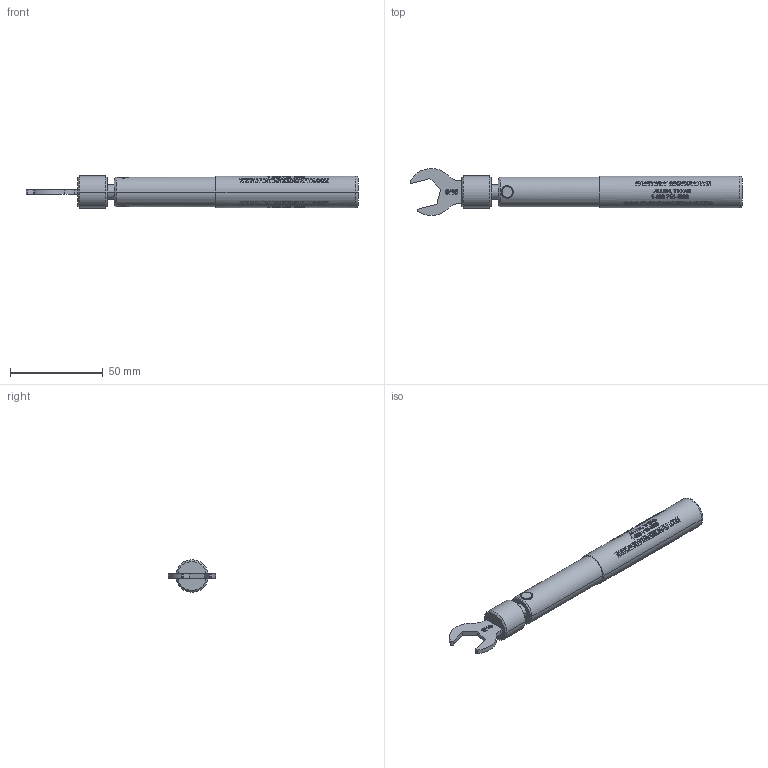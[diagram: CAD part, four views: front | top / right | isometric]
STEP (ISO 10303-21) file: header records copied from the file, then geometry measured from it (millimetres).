
FILE_DESCRIPTION (( 'STEP AP203' ), '1' );
FILE_NAME ('ST-TNC1.step', '2019-08-07T14:19:21', ( '' ), ( '' ), 'SwSTEP 2.0', 'SolidWorks 2018', '' );
FILE_SCHEMA (( 'CONFIG_CONTROL_DESIGN' ));
Length unit declared in the file: inch
Products named in the file (1): ST-TNC1
Bounding box: 179.28 x 25.39 x 17.46 mm (x, y, z)
Volume: 33206.4 mm3; surface area: 10162.1 mm2
Topology: 2 solids, 2 shells, 440 faces, 1946 edges, 1666 vertices
Faces by surface type: cylinder 180, bspline 146, plane 102, cone 10, torus 2
Entity records: 35202 total; most frequent: CARTESIAN_POINT 21052, ORIENTED_EDGE 3892, EDGE_CURVE 1946, VERTEX_POINT 1666, DIRECTION 1646, B_SPLINE_CURVE_WITH_KNOTS 908, EDGE_LOOP 602, LINE 572
